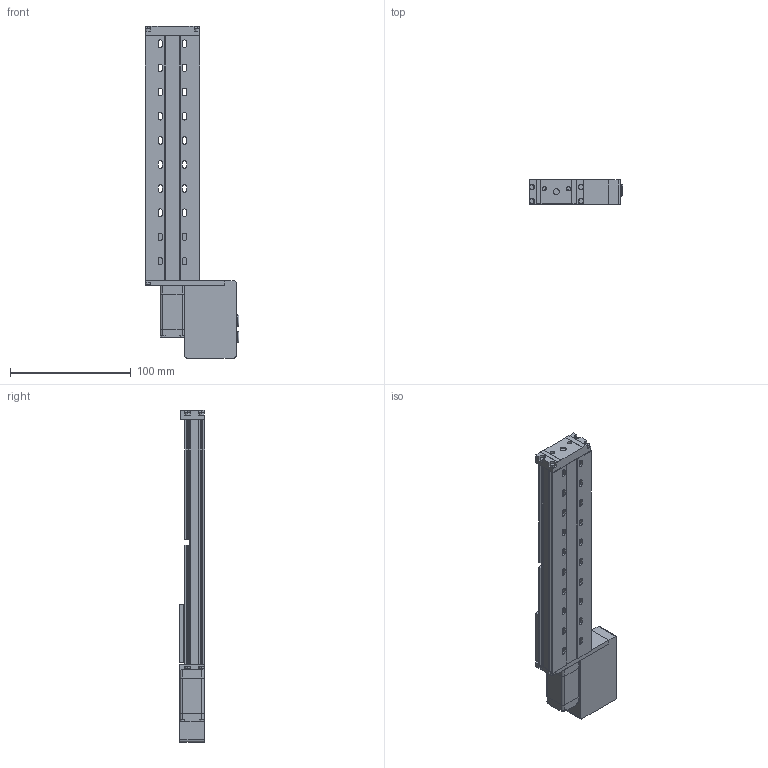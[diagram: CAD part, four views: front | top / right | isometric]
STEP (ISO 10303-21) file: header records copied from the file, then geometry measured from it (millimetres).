
FILE_DESCRIPTION (( 'STEP AP203' ), '1' );
FILE_NAME ('X-LSM150x-SVx.step', '2023-05-17T23:36:35', ( '' ), ( '' ), 'SwSTEP 2.0', 'SolidWorks 2019', '' );
FILE_SCHEMA (( 'CONFIG_CONTROL_DESIGN' ));
Length unit declared in the file: millimetre
Products named in the file (4): LSM_carriage^LSM_LSM-V; NMS08_motor^LSM_X-LSM-SV; X-LSM150x-SVx; LSM-V_base^LSM_X-LSM150-V
Assembly tree (3 placements, depth 2):
  X-LSM150x-SVx
    NMS08_motor^LSM_X-LSM-SV
    LSM_carriage^LSM_LSM-V
    LSM-V_base^LSM_X-LSM150-V
Bounding box: 77.51 x 21.4 x 275 mm (x, y, z)
Volume: 155707.5 mm3; surface area: 71659.9 mm2
Topology: 25 solids, 25 shells, 626 faces, 1598 edges, 1064 vertices
Faces by surface type: plane 326, cylinder 296, torus 4
Entity records: 19708 total; most frequent: DIRECTION 3466, CARTESIAN_POINT 3294, ORIENTED_EDGE 3196, EDGE_CURVE 1598, AXIS2_PLACEMENT_3D 1236, VERTEX_POINT 1064, VECTOR 994, LINE 994
